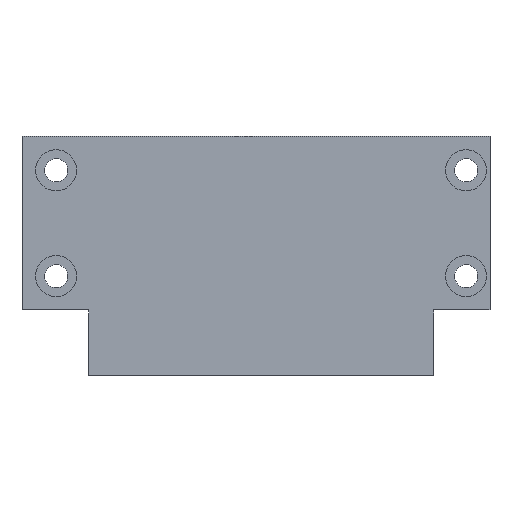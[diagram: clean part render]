
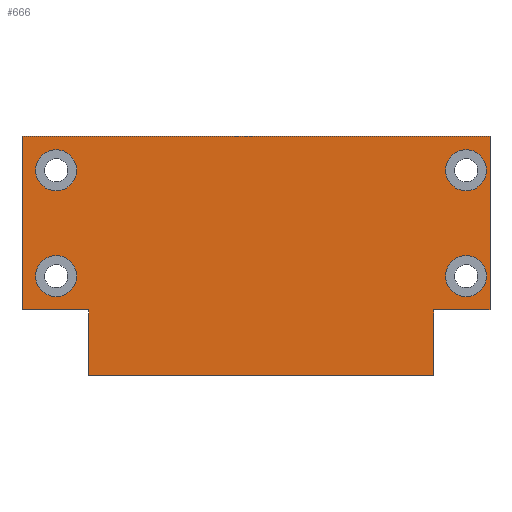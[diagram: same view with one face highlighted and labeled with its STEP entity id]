
A CAD part, front view. The second image highlights one B-rep face of the part: STEP entity #666.
In plain terms, the highlighted planar face has unit normal (0, -1, 0).
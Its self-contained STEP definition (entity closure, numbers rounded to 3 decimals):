
#4 = EDGE_LOOP ( 'NONE', ( #129, #142 ) ) ;
#6 = CIRCLE ( 'NONE', #547, 3. ) ;
#7 = EDGE_CURVE ( 'NONE', #467, #528, #102, .T. ) ;
#12 = DIRECTION ( 'NONE',  ( 0., 0., 1. ) ) ;
#52 = DIRECTION ( 'NONE',  ( 0., 0., -1. ) ) ;
#55 = DIRECTION ( 'NONE',  ( -1., 0., 0. ) ) ;
#61 = CARTESIAN_POINT ( 'NONE',  ( 5., 0., -4.95 ) ) ;
#64 = CARTESIAN_POINT ( 'NONE',  ( 60.25, 0., -35. ) ) ;
#79 = CARTESIAN_POINT ( 'NONE',  ( 5., 0., -20.45 ) ) ;
#80 = CARTESIAN_POINT ( 'NONE',  ( 0., 0., 0. ) ) ;
#85 = CIRCLE ( 'NONE', #230, 3. ) ;
#101 = EDGE_CURVE ( 'NONE', #898, #528, #309, .T. ) ;
#102 = LINE ( 'NONE', #823, #1094 ) ;
#115 = VERTEX_POINT ( 'NONE', #1195 ) ;
#124 = AXIS2_PLACEMENT_3D ( 'NONE', #80, #1089, #704 ) ;
#129 = ORIENTED_EDGE ( 'NONE', *, *, #1179, .F. ) ;
#142 = ORIENTED_EDGE ( 'NONE', *, *, #1149, .F. ) ;
#146 = AXIS2_PLACEMENT_3D ( 'NONE', #378, #781, #684 ) ;
#172 = ORIENTED_EDGE ( 'NONE', *, *, #1012, .F. ) ;
#173 = CARTESIAN_POINT ( 'NONE',  ( 5., 0., -20.45 ) ) ;
#179 = VERTEX_POINT ( 'NONE', #1032 ) ;
#184 = EDGE_CURVE ( 'NONE', #857, #1111, #610, .T. ) ;
#208 = AXIS2_PLACEMENT_3D ( 'NONE', #855, #248, #974 ) ;
#209 = ORIENTED_EDGE ( 'NONE', *, *, #101, .T. ) ;
#230 = AXIS2_PLACEMENT_3D ( 'NONE', #338, #1055, #747 ) ;
#233 = VERTEX_POINT ( 'NONE', #827 ) ;
#248 = DIRECTION ( 'NONE',  ( 0., -1., 0. ) ) ;
#250 = AXIS2_PLACEMENT_3D ( 'NONE', #817, #529, #411 ) ;
#252 = VECTOR ( 'NONE', #539, 1000. ) ;
#258 = DIRECTION ( 'NONE',  ( 0., 0., 1. ) ) ;
#262 = CARTESIAN_POINT ( 'NONE',  ( 5., 0., -1.95 ) ) ;
#269 = ORIENTED_EDGE ( 'NONE', *, *, #184, .F. ) ;
#305 = EDGE_CURVE ( 'NONE', #179, #798, #1011, .T. ) ;
#306 = ORIENTED_EDGE ( 'NONE', *, *, #1243, .F. ) ;
#309 = LINE ( 'NONE', #920, #1175 ) ;
#328 = ORIENTED_EDGE ( 'NONE', *, *, #1160, .F. ) ;
#332 = VERTEX_POINT ( 'NONE', #384 ) ;
#336 = CARTESIAN_POINT ( 'NONE',  ( 65., 0., -4.95 ) ) ;
#338 = CARTESIAN_POINT ( 'NONE',  ( 5., 0., -4.95 ) ) ;
#360 = DIRECTION ( 'NONE',  ( 0., 0., -1. ) ) ;
#362 = FACE_BOUND ( 'NONE', #1223, .T. ) ;
#364 = CARTESIAN_POINT ( 'NONE',  ( 9.75, 0., -25.4 ) ) ;
#373 = CARTESIAN_POINT ( 'NONE',  ( 65., 0., -7.95 ) ) ;
#378 = CARTESIAN_POINT ( 'NONE',  ( 65., 0., -20.45 ) ) ;
#384 = CARTESIAN_POINT ( 'NONE',  ( 0., 0., -25.4 ) ) ;
#385 = ORIENTED_EDGE ( 'NONE', *, *, #1067, .F. ) ;
#399 = DIRECTION ( 'NONE',  ( 1., 0., 0. ) ) ;
#411 = DIRECTION ( 'NONE',  ( 0., 0., -1. ) ) ;
#415 = AXIS2_PLACEMENT_3D ( 'NONE', #61, #1262, #360 ) ;
#418 = CARTESIAN_POINT ( 'NONE',  ( 65., 0., -1.95 ) ) ;
#447 = CARTESIAN_POINT ( 'NONE',  ( 9.75, 0., -35. ) ) ;
#459 = CARTESIAN_POINT ( 'NONE',  ( 0., 0., 0. ) ) ;
#462 = VECTOR ( 'NONE', #55, 1000. ) ;
#467 = VERTEX_POINT ( 'NONE', #621 ) ;
#493 = VERTEX_POINT ( 'NONE', #723 ) ;
#502 = CIRCLE ( 'NONE', #250, 3. ) ;
#522 = VECTOR ( 'NONE', #791, 1000. ) ;
#528 = VERTEX_POINT ( 'NONE', #670 ) ;
#529 = DIRECTION ( 'NONE',  ( 0., -1., 0. ) ) ;
#539 = DIRECTION ( 'NONE',  ( -1., 0., 0. ) ) ;
#541 = VERTEX_POINT ( 'NONE', #1048 ) ;
#547 = AXIS2_PLACEMENT_3D ( 'NONE', #79, #673, #582 ) ;
#563 = LINE ( 'NONE', #447, #252 ) ;
#565 = ORIENTED_EDGE ( 'NONE', *, *, #921, .F. ) ;
#582 = DIRECTION ( 'NONE',  ( 0., 0., -1. ) ) ;
#606 = VERTEX_POINT ( 'NONE', #64 ) ;
#610 = CIRCLE ( 'NONE', #1196, 3. ) ;
#621 = CARTESIAN_POINT ( 'NONE',  ( 0., 0., 0. ) ) ;
#622 = EDGE_CURVE ( 'NONE', #1111, #857, #841, .T. ) ;
#625 = LINE ( 'NONE', #916, #652 ) ;
#652 = VECTOR ( 'NONE', #929, 1000. ) ;
#656 = EDGE_CURVE ( 'NONE', #332, #467, #766, .T. ) ;
#666 = ADVANCED_FACE ( 'NONE', ( #1063, #966, #866, #1264, #362 ), #773, .T. ) ;
#670 = CARTESIAN_POINT ( 'NONE',  ( 68.5, 0., 0. ) ) ;
#673 = DIRECTION ( 'NONE',  ( 0., -1., 0. ) ) ;
#684 = DIRECTION ( 'NONE',  ( 0., 0., -1. ) ) ;
#704 = DIRECTION ( 'NONE',  ( 0., 0., -1. ) ) ;
#714 = CIRCLE ( 'NONE', #415, 3. ) ;
#723 = CARTESIAN_POINT ( 'NONE',  ( 5., 0., -23.45 ) ) ;
#737 = AXIS2_PLACEMENT_3D ( 'NONE', #173, #979, #1087 ) ;
#747 = DIRECTION ( 'NONE',  ( 0., 0., -1. ) ) ;
#750 = LINE ( 'NONE', #364, #1178 ) ;
#766 = LINE ( 'NONE', #459, #1030 ) ;
#773 = PLANE ( 'NONE',  #124 ) ;
#778 = EDGE_LOOP ( 'NONE', ( #209, #1158, #814, #328, #306, #1005, #565, #1251 ) ) ;
#781 = DIRECTION ( 'NONE',  ( 0., -1., 0. ) ) ;
#782 = EDGE_LOOP ( 'NONE', ( #1021, #1209 ) ) ;
#791 = DIRECTION ( 'NONE',  ( -1., 0., 0. ) ) ;
#798 = VERTEX_POINT ( 'NONE', #1186 ) ;
#814 = ORIENTED_EDGE ( 'NONE', *, *, #656, .F. ) ;
#817 = CARTESIAN_POINT ( 'NONE',  ( 65., 0., -20.45 ) ) ;
#823 = CARTESIAN_POINT ( 'NONE',  ( 0., 0., 0. ) ) ;
#824 = VERTEX_POINT ( 'NONE', #1010 ) ;
#827 = CARTESIAN_POINT ( 'NONE',  ( 9.75, 0., -25.4 ) ) ;
#841 = CIRCLE ( 'NONE', #208, 3. ) ;
#855 = CARTESIAN_POINT ( 'NONE',  ( 65., 0., -4.95 ) ) ;
#857 = VERTEX_POINT ( 'NONE', #418 ) ;
#866 = FACE_BOUND ( 'NONE', #782, .T. ) ;
#881 = EDGE_LOOP ( 'NONE', ( #1273, #269 ) ) ;
#886 = EDGE_CURVE ( 'NONE', #798, #179, #502, .T. ) ;
#898 = VERTEX_POINT ( 'NONE', #1105 ) ;
#916 = CARTESIAN_POINT ( 'NONE',  ( 60.25, 0., -35. ) ) ;
#920 = CARTESIAN_POINT ( 'NONE',  ( 68.5, 0., -25.4 ) ) ;
#921 = EDGE_CURVE ( 'NONE', #115, #606, #625, .T. ) ;
#922 = VERTEX_POINT ( 'NONE', #1211 ) ;
#929 = DIRECTION ( 'NONE',  ( 0., 0., -1. ) ) ;
#934 = LINE ( 'NONE', #950, #462 ) ;
#938 = DIRECTION ( 'NONE',  ( 0., -1., 0. ) ) ;
#950 = CARTESIAN_POINT ( 'NONE',  ( 70., 0., -25.4 ) ) ;
#966 = FACE_BOUND ( 'NONE', #4, .T. ) ;
#974 = DIRECTION ( 'NONE',  ( 0., 0., -1. ) ) ;
#975 = EDGE_CURVE ( 'NONE', #898, #115, #934, .T. ) ;
#979 = DIRECTION ( 'NONE',  ( 0., -1., 0. ) ) ;
#1005 = ORIENTED_EDGE ( 'NONE', *, *, #1279, .F. ) ;
#1010 = CARTESIAN_POINT ( 'NONE',  ( 5., 0., -7.95 ) ) ;
#1011 = CIRCLE ( 'NONE', #146, 3. ) ;
#1012 = EDGE_CURVE ( 'NONE', #824, #1024, #85, .T. ) ;
#1021 = ORIENTED_EDGE ( 'NONE', *, *, #305, .F. ) ;
#1024 = VERTEX_POINT ( 'NONE', #262 ) ;
#1030 = VECTOR ( 'NONE', #258, 1000. ) ;
#1032 = CARTESIAN_POINT ( 'NONE',  ( 65., 0., -23.45 ) ) ;
#1048 = CARTESIAN_POINT ( 'NONE',  ( 5., 0., -17.45 ) ) ;
#1055 = DIRECTION ( 'NONE',  ( 0., -1., 0. ) ) ;
#1063 = FACE_OUTER_BOUND ( 'NONE', #778, .T. ) ;
#1067 = EDGE_CURVE ( 'NONE', #1024, #824, #714, .T. ) ;
#1076 = CARTESIAN_POINT ( 'NONE',  ( 0., 0., -25.4 ) ) ;
#1087 = DIRECTION ( 'NONE',  ( 0., 0., -1. ) ) ;
#1089 = DIRECTION ( 'NONE',  ( 0., -1., 0. ) ) ;
#1094 = VECTOR ( 'NONE', #399, 1000. ) ;
#1105 = CARTESIAN_POINT ( 'NONE',  ( 68.5, 0., -25.4 ) ) ;
#1111 = VERTEX_POINT ( 'NONE', #373 ) ;
#1144 = DIRECTION ( 'NONE',  ( 0., 0., 1. ) ) ;
#1149 = EDGE_CURVE ( 'NONE', #541, #493, #6, .T. ) ;
#1158 = ORIENTED_EDGE ( 'NONE', *, *, #7, .F. ) ;
#1160 = EDGE_CURVE ( 'NONE', #233, #332, #1281, .T. ) ;
#1175 = VECTOR ( 'NONE', #12, 1000. ) ;
#1178 = VECTOR ( 'NONE', #1144, 1000. ) ;
#1179 = EDGE_CURVE ( 'NONE', #493, #541, #1215, .T. ) ;
#1186 = CARTESIAN_POINT ( 'NONE',  ( 65., 0., -17.45 ) ) ;
#1195 = CARTESIAN_POINT ( 'NONE',  ( 60.25, 0., -25.4 ) ) ;
#1196 = AXIS2_PLACEMENT_3D ( 'NONE', #336, #938, #52 ) ;
#1209 = ORIENTED_EDGE ( 'NONE', *, *, #886, .F. ) ;
#1211 = CARTESIAN_POINT ( 'NONE',  ( 9.75, 0., -35. ) ) ;
#1215 = CIRCLE ( 'NONE', #737, 3. ) ;
#1223 = EDGE_LOOP ( 'NONE', ( #172, #385 ) ) ;
#1243 = EDGE_CURVE ( 'NONE', #922, #233, #750, .T. ) ;
#1251 = ORIENTED_EDGE ( 'NONE', *, *, #975, .F. ) ;
#1262 = DIRECTION ( 'NONE',  ( 0., -1., 0. ) ) ;
#1264 = FACE_BOUND ( 'NONE', #881, .T. ) ;
#1273 = ORIENTED_EDGE ( 'NONE', *, *, #622, .F. ) ;
#1279 = EDGE_CURVE ( 'NONE', #606, #922, #563, .T. ) ;
#1281 = LINE ( 'NONE', #1076, #522 ) ;
